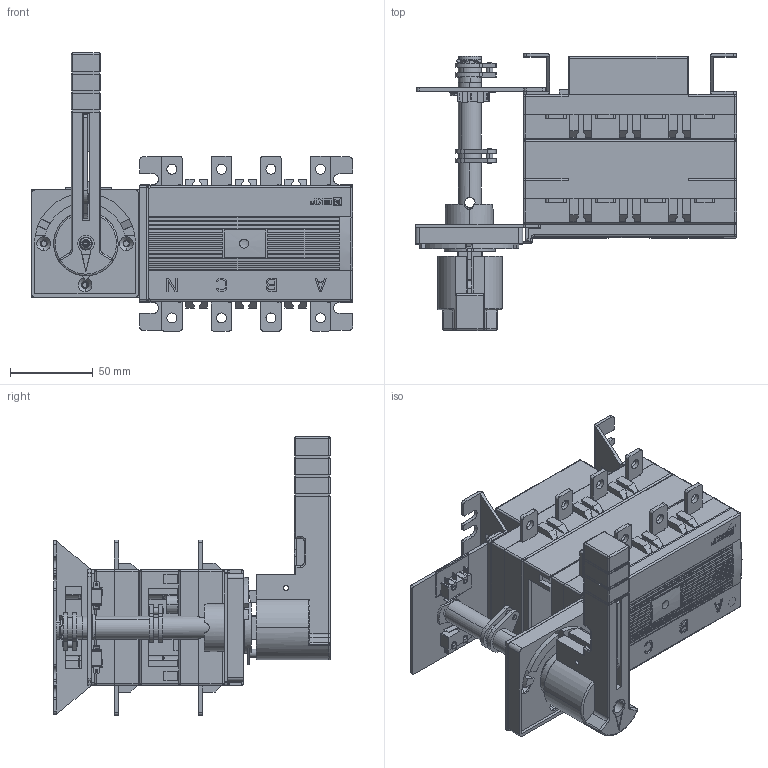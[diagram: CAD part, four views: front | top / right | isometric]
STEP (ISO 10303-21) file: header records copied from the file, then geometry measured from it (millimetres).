
FILE_DESCRIPTION (( 'STEP AP203' ), '1' );
FILE_NAME ('pscs-100-4 Ðóáèëüíèê-ïåðåêëþ÷àòåëü 100A 4P c ðóêîÿòêîé óïðàâëåíèÿ äëÿ ïðÿìîé óñòàíîâêè PowerSwitch EKF.STEP', '2026-03-27T08:22:52', ( '' ), ( '' ), 'SwSTEP 2.0', 'SolidWorks 2021', '' );
FILE_SCHEMA (( 'CONFIG_CONTROL_DESIGN' ));
Products named in the file (1): pscs-100-4 Ðóáèëüíèê-ïåðåêëþ÷àòåëü 100A 4P c ðóêîÿòêîé óïðàâëåíèÿ äëÿ ïðÿìîé óñòàíîâêè PowerSwitch EKF
Bounding box: 194.5 x 167.7 x 168.5 mm (x, y, z)
Surface area: 325887.3 mm2 (no closed solid volume)
Topology: 0 solids, 53 shells, 3277 faces, 9073 edges, 5940 vertices
Faces by surface type: plane 1958, cylinder 993, bspline 242, cone 61, torus 13, sphere 10
Entity records: 134625 total; most frequent: CARTESIAN_POINT 51067, ORIENTED_EDGE 17854, DIRECTION 16783, EDGE_CURVE 8971, LINE 5949, VECTOR 5949, VERTEX_POINT 5940, AXIS2_PLACEMENT_3D 5417
